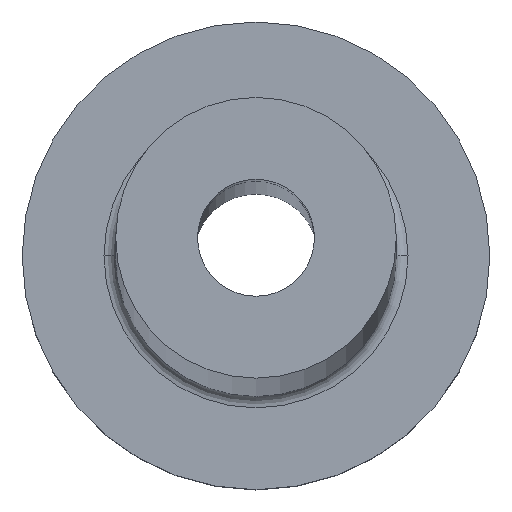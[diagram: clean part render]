
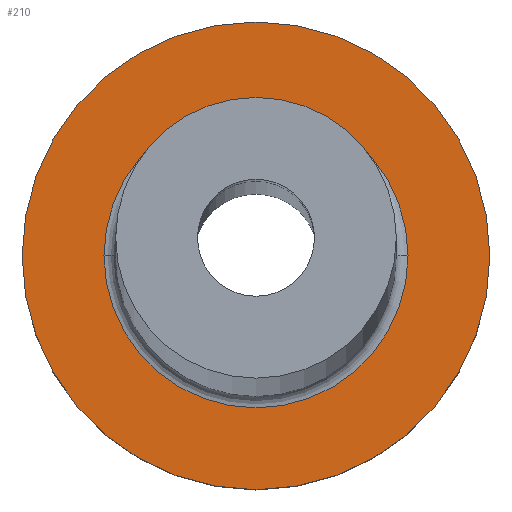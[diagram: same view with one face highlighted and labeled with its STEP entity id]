
A CAD part, top view. The second image highlights one B-rep face of the part: STEP entity #210.
In plain terms, the highlighted planar face has unit normal (0, 0, 1).
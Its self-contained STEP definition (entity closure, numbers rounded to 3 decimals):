
#7 = DIRECTION ( 'NONE',  ( 1., 0., 0. ) ) ;
#10 = CIRCLE ( 'NONE', #312, 6.5 ) ;
#14 = CARTESIAN_POINT ( 'NONE',  ( 6.5, 0., 7. ) ) ;
#15 = DIRECTION ( 'NONE',  ( 0., 0., -1. ) ) ;
#21 = FACE_OUTER_BOUND ( 'NONE', #297, .T. ) ;
#58 = DIRECTION ( 'NONE',  ( 1., 0., 0. ) ) ;
#66 = DIRECTION ( 'NONE',  ( 1., 0., 0. ) ) ;
#84 = AXIS2_PLACEMENT_3D ( 'NONE', #315, #318, #66 ) ;
#85 = CARTESIAN_POINT ( 'NONE',  ( -6.5, 0., 7. ) ) ;
#98 = CIRCLE ( 'NONE', #161, 10. ) ;
#114 = CARTESIAN_POINT ( 'NONE',  ( -10., 0., 7. ) ) ;
#115 = VERTEX_POINT ( 'NONE', #384 ) ;
#126 = VERTEX_POINT ( 'NONE', #85 ) ;
#143 = VERTEX_POINT ( 'NONE', #14 ) ;
#161 = AXIS2_PLACEMENT_3D ( 'NONE', #359, #323, #58 ) ;
#181 = EDGE_LOOP ( 'NONE', ( #260, #286 ) ) ;
#183 = CARTESIAN_POINT ( 'NONE',  ( 0., 0., 7. ) ) ;
#195 = EDGE_CURVE ( 'NONE', #143, #126, #10, .T. ) ;
#210 = ADVANCED_FACE ( 'NONE', ( #351, #21 ), #446, .T. ) ;
#213 = ORIENTED_EDGE ( 'NONE', *, *, #278, .T. ) ;
#240 = CIRCLE ( 'NONE', #290, 10. ) ;
#243 = DIRECTION ( 'NONE',  ( 1., 0., 0. ) ) ;
#249 = ORIENTED_EDGE ( 'NONE', *, *, #393, .T. ) ;
#260 = ORIENTED_EDGE ( 'NONE', *, *, #195, .T. ) ;
#278 = EDGE_CURVE ( 'NONE', #115, #363, #98, .T. ) ;
#281 = CARTESIAN_POINT ( 'NONE',  ( 0., 0., 7. ) ) ;
#286 = ORIENTED_EDGE ( 'NONE', *, *, #388, .T. ) ;
#290 = AXIS2_PLACEMENT_3D ( 'NONE', #183, #294, #338 ) ;
#294 = DIRECTION ( 'NONE',  ( 0., 0., 1. ) ) ;
#297 = EDGE_LOOP ( 'NONE', ( #249, #213 ) ) ;
#304 = AXIS2_PLACEMENT_3D ( 'NONE', #366, #378, #7 ) ;
#312 = AXIS2_PLACEMENT_3D ( 'NONE', #281, #15, #243 ) ;
#315 = CARTESIAN_POINT ( 'NONE',  ( 0., 0., 7. ) ) ;
#318 = DIRECTION ( 'NONE',  ( 0., 0., 1. ) ) ;
#323 = DIRECTION ( 'NONE',  ( 0., 0., 1. ) ) ;
#338 = DIRECTION ( 'NONE',  ( 1., 0., 0. ) ) ;
#351 = FACE_BOUND ( 'NONE', #181, .T. ) ;
#359 = CARTESIAN_POINT ( 'NONE',  ( 0., 0., 7. ) ) ;
#363 = VERTEX_POINT ( 'NONE', #114 ) ;
#366 = CARTESIAN_POINT ( 'NONE',  ( 0., 0., 7. ) ) ;
#378 = DIRECTION ( 'NONE',  ( 0., 0., -1. ) ) ;
#384 = CARTESIAN_POINT ( 'NONE',  ( 10., 0., 7. ) ) ;
#388 = EDGE_CURVE ( 'NONE', #126, #143, #407, .T. ) ;
#393 = EDGE_CURVE ( 'NONE', #363, #115, #240, .T. ) ;
#407 = CIRCLE ( 'NONE', #304, 6.5 ) ;
#446 = PLANE ( 'NONE',  #84 ) ;
